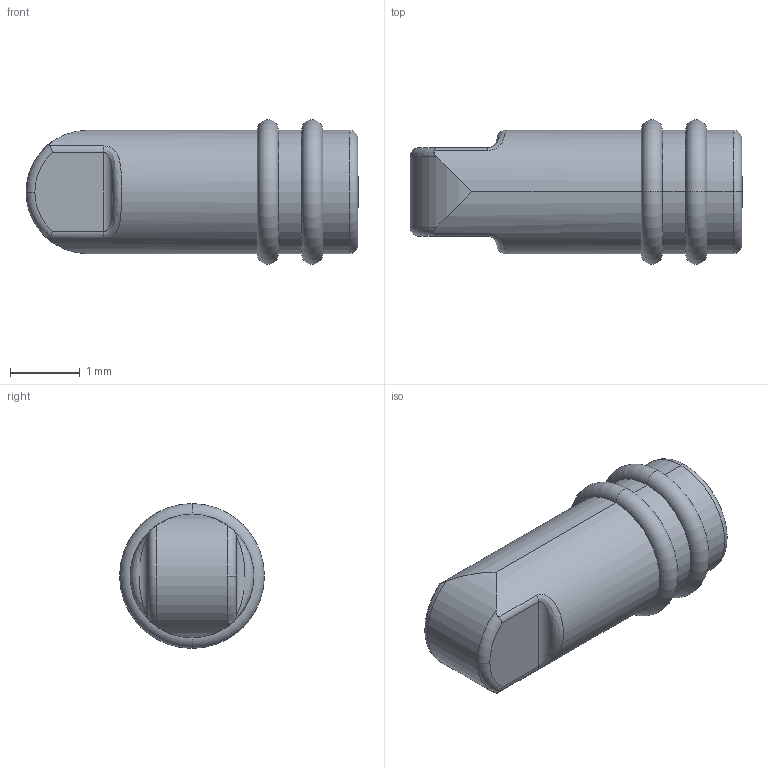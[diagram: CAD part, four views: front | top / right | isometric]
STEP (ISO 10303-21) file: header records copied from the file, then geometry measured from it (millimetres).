
FILE_DESCRIPTION (( 'STEP AP203' ), '1' );
FILE_NAME ('NNP-DWG-110-001-000 Port Plug, Handle Overmold, Blue.STEP', '2024-08-20T20:23:49', ( '' ), ( '' ), 'SwSTEP 2.0', 'SolidWorks 2024', '' );
FILE_SCHEMA (( 'CONFIG_CONTROL_DESIGN' ));
Length unit declared in the file: inch
Products named in the file (1): NNP-DWG-110-001-000 Port Plug, Handle Overmold, Blue
Bounding box: 4.78 x 2.08 x 2.08 mm (x, y, z)
Volume: 10.1 mm3; surface area: 44.2 mm2
Topology: 1 solids, 1 shells, 61 faces, 133 edges, 84 vertices
Faces by surface type: cylinder 33, plane 13, torus 11, bspline 4
Entity records: 1994 total; most frequent: CARTESIAN_POINT 563, DIRECTION 305, ORIENTED_EDGE 266, AXIS2_PLACEMENT_3D 134, EDGE_CURVE 133, VERTEX_POINT 84, CIRCLE 76, EDGE_LOOP 71
